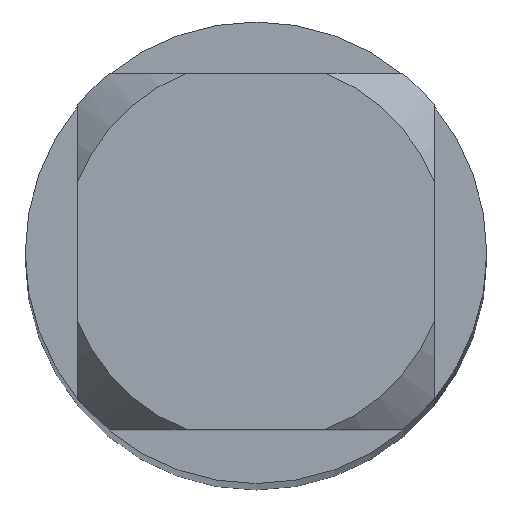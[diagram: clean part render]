
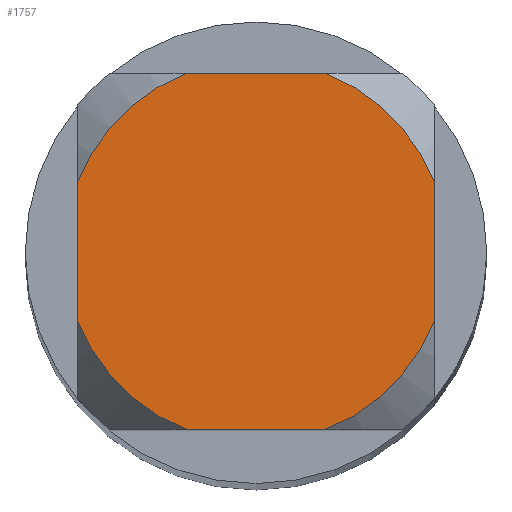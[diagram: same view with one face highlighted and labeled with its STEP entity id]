
A CAD part, top view. The second image highlights one B-rep face of the part: STEP entity #1757.
In plain terms, the highlighted planar face has unit normal (0, 0, 1).
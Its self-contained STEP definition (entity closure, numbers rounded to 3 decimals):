
#1049=EDGE_CURVE('',#2737,#2347,#2942,.T.);
#1061=EDGE_CURVE('',#1247,#2663,#2955,.T.);
#1189=VERTEX_POINT('',#3096);
#1247=VERTEX_POINT('',#3157);
#1271=EDGE_CURVE('',#1707,#1189,#3182,.T.);
#1479=EDGE_CURVE('',#1557,#1189,#3413,.T.);
#1557=VERTEX_POINT('',#3497);
#1707=VERTEX_POINT('',#3659);
#1717=EDGE_CURVE('',#1247,#2219,#3670,.T.);
#1757=ADVANCED_FACE('',(#3714),#3715,.T.);
#2009=EDGE_CURVE('',#1557,#2347,#3993,.T.);
#2087=EDGE_CURVE('',#1707,#2219,#4077,.T.);
#2189=EDGE_CURVE('',#2737,#2663,#4186,.T.);
#2219=VERTEX_POINT('',#4219);
#2347=VERTEX_POINT('',#4358);
#2663=VERTEX_POINT('',#4703);
#2737=VERTEX_POINT('',#4781);
#2942=LINE('',#5058,#5059);
#2955=LINE('',#5079,#5080);
#3096=CARTESIAN_POINT('',(-0.529,1.35,0.0));
#3157=CARTESIAN_POINT('',(-0.529,-1.35,0.0));
#3182=CIRCLE('',#5663,1.45);
#3413=LINE('',#6492,#6493);
#3497=CARTESIAN_POINT('',(0.529,1.35,0.0));
#3659=CARTESIAN_POINT('',(-1.35,0.529,0.0));
#3670=CIRCLE('',#7000,1.45);
#3714=FACE_OUTER_BOUND('',#7354,.T.);
#3715=PLANE('',#7355);
#3993=CIRCLE('',#7886,1.45);
#4077=LINE('',#8006,#8007);
#4186=CIRCLE('',#8222,1.45);
#4219=CARTESIAN_POINT('',(-1.35,-0.529,0.0));
#4358=CARTESIAN_POINT('',(1.35,0.529,0.0));
#4703=CARTESIAN_POINT('',(0.529,-1.35,0.0));
#4781=CARTESIAN_POINT('',(1.35,-0.529,0.0));
#5058=CARTESIAN_POINT('',(1.35,0.363,0.0));
#5059=VECTOR('',#10313,1.0);
#5079=CARTESIAN_POINT('',(0.0,-1.35,0.0));
#5080=VECTOR('',#10328,1.0);
#5663=AXIS2_PLACEMENT_3D('',#10561,#10562,#10563);
#6492=CARTESIAN_POINT('',(0.0,1.35,0.0));
#6493=VECTOR('',#10914,1.0);
#7000=AXIS2_PLACEMENT_3D('',#11154,#11155,#11156);
#7354=EDGE_LOOP('',(#11199,#11200,#11201,#11202,#11203,#11204,#11205,#11206));
#7355=AXIS2_PLACEMENT_3D('',#11207,#11208,#11209);
#7886=AXIS2_PLACEMENT_3D('',#11496,#11497,#11498);
#8006=CARTESIAN_POINT('',(-1.35,0.363,0.0));
#8007=VECTOR('',#11571,1.0);
#8222=AXIS2_PLACEMENT_3D('',#11676,#11677,#11678);
#10313=DIRECTION('',(-0.0,1.0,0.0));
#10328=DIRECTION('',(1.0,0.0,0.0));
#10561=CARTESIAN_POINT('',(0.0,0.0,0.0));
#10562=DIRECTION('',(0.0,0.0,-1.0));
#10563=DIRECTION('',(0.0,1.0,0.0));
#10914=DIRECTION('',(-1.0,0.0,0.0));
#11154=CARTESIAN_POINT('',(0.0,0.0,0.0));
#11155=DIRECTION('',(0.0,0.0,-1.0));
#11156=DIRECTION('',(0.0,1.0,0.0));
#11199=ORIENTED_EDGE('',*,*,#2087,.T.);
#11200=ORIENTED_EDGE('',*,*,#1717,.F.);
#11201=ORIENTED_EDGE('',*,*,#1061,.T.);
#11202=ORIENTED_EDGE('',*,*,#2189,.F.);
#11203=ORIENTED_EDGE('',*,*,#1049,.T.);
#11204=ORIENTED_EDGE('',*,*,#2009,.F.);
#11205=ORIENTED_EDGE('',*,*,#1479,.T.);
#11206=ORIENTED_EDGE('',*,*,#1271,.F.);
#11207=CARTESIAN_POINT('',(0.0,0.725,0.0));
#11208=DIRECTION('',(-0.0,0.0,1.0));
#11209=DIRECTION('',(0.0,-1.0,0.0));
#11496=CARTESIAN_POINT('',(0.0,0.0,0.0));
#11497=DIRECTION('',(0.0,0.0,-1.0));
#11498=DIRECTION('',(0.0,1.0,0.0));
#11571=DIRECTION('',(-0.0,-1.0,0.0));
#11676=CARTESIAN_POINT('',(0.0,0.0,0.0));
#11677=DIRECTION('',(0.0,0.0,-1.0));
#11678=DIRECTION('',(0.0,1.0,0.0));
